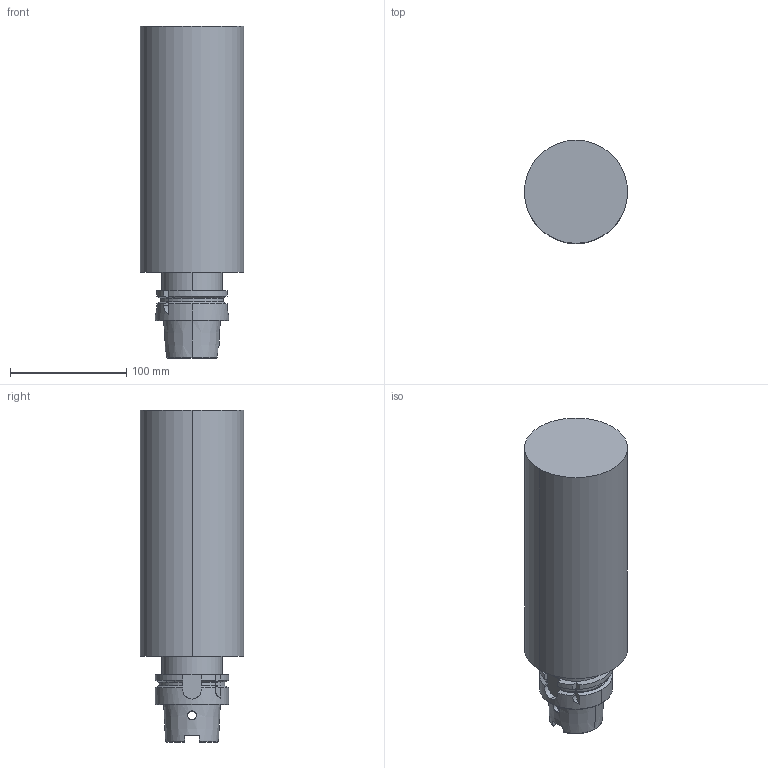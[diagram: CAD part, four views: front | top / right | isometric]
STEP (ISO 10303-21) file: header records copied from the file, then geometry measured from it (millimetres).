
FILE_DESCRIPTION (( 'STEP AP203' ), '1' );
FILE_NAME ('STP-SATE-73.001.A2.100.STEP', '2018-02-13T01:46:26', ( 'user' ), ( '' ), 'SwSTEP 2.0', 'SolidWorks 2015', '' );
FILE_SCHEMA (( 'CONFIG_CONTROL_DESIGN' ));
Length unit declared in the file: millimetre
Products named in the file (1): STP-SATE-73.001.A2.100
Bounding box: 88.9 x 88.9 x 286 mm (x, y, z)
Volume: 1433660.3 mm3; surface area: 92604.7 mm2
Topology: 1 solids, 2 shells, 108 faces, 281 edges, 180 vertices
Faces by surface type: cylinder 38, plane 31, torus 24, cone 15
Entity records: 3937 total; most frequent: CARTESIAN_POINT 1222, ORIENTED_EDGE 562, DIRECTION 556, EDGE_CURVE 281, AXIS2_PLACEMENT_3D 230, VERTEX_POINT 180, CIRCLE 121, EDGE_LOOP 115
